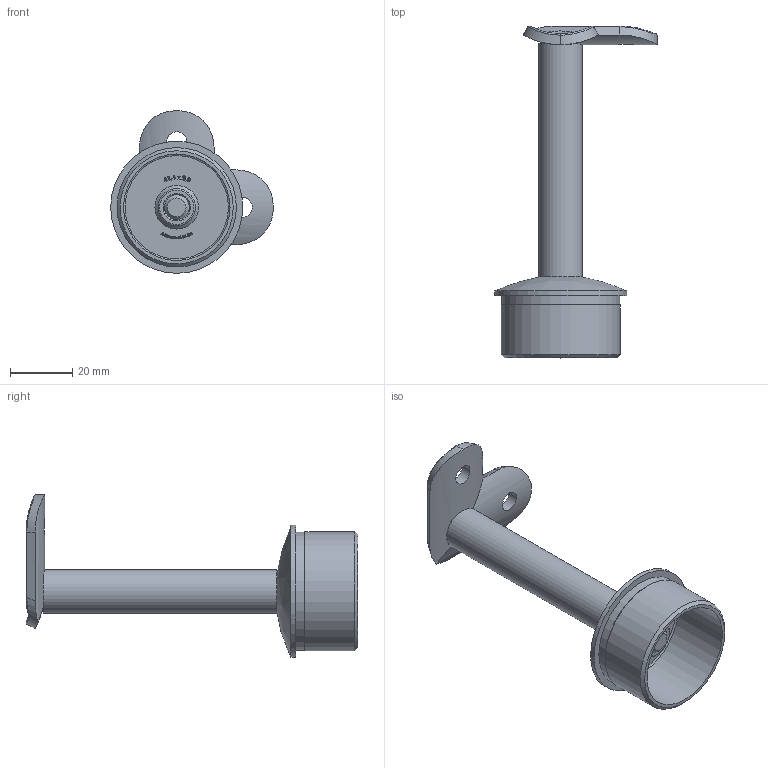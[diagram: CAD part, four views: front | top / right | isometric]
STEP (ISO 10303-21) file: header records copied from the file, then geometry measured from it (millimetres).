
FILE_DESCRIPTION (( 'STEP AP203' ), '1' );
FILE_NAME ('60727-240.step', '2021-11-26T10:03:43', ( '' ), ( '' ), 'SwSTEP 2.0', 'SolidWorks 2018', '' );
FILE_SCHEMA (( 'CONFIG_CONTROL_DESIGN' ));
Length unit declared in the file: millimetre
Products named in the file (10): 6027X-240; 60179-240; 6027X-240_60273-240-M8; 60727-240; 60179-240_60179-240; DIN-7991_-_DIN7991 M6x16_DIN7991 M6x16; 50236-Konfig_50233-240; 50236-Konfig; DIN-7991_-_DIN7991 M6x16
Assembly tree (7 placements, depth 2):
  60179-240
  60727-240
    6027X-240
    50236-Konfig
    DIN-7991_-_DIN7991 M6x16
  60727-240
    50236-Konfig_50233-240
    DIN-7991_-_DIN7991 M6x16_DIN7991 M6x16
    60179-240_60179-240
    6027X-240_60273-240-M8
Bounding box: 52.2 x 106.52 x 52.2 mm (x, y, z)
Volume: 26448.5 mm3; surface area: 16065.6 mm2
Topology: 4 solids, 4 shells, 388 faces, 989 edges, 650 vertices
Faces by surface type: plane 221, bspline 115, cylinder 31, cone 14, torus 6, sphere 1
Full cylindrical faces by diameter (mm): 5 x1, 6 x2, 6.5 x2, 6.8 x1, 8 x1, 8.5 x1, 12 x2, 12.5 x1, 14 x1, 34.2 x1, 37.9 x1, 38.3 x1, 42.4 x1
Entity records: 20313 total; most frequent: CARTESIAN_POINT 10909, ORIENTED_EDGE 1890, DIRECTION 1318, EDGE_CURVE 945, VERTEX_POINT 639, LINE 636, VECTOR 636, EDGE_LOOP 470
